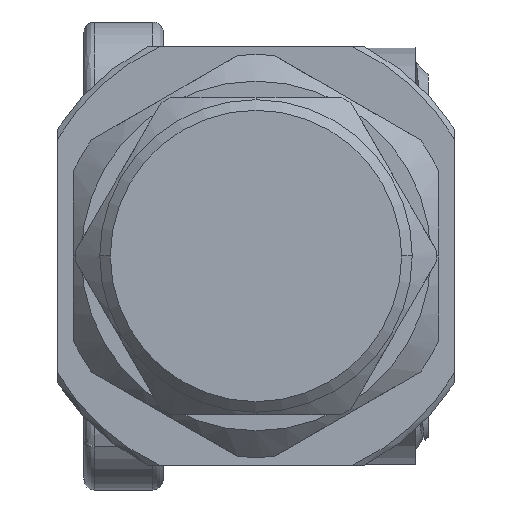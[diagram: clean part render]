
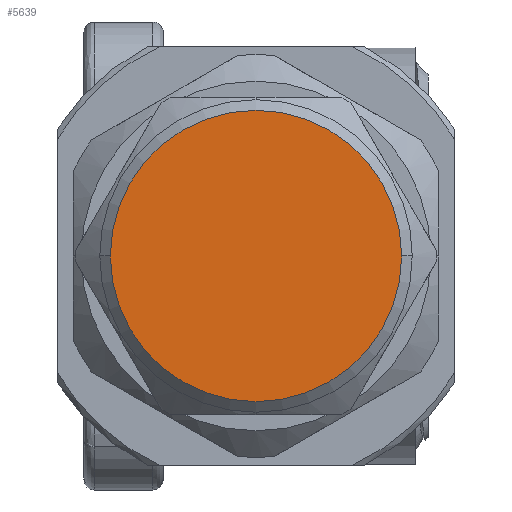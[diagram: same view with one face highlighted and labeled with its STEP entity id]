
A CAD part, left-side view. The second image highlights one B-rep face of the part: STEP entity #5639.
In plain terms, the highlighted planar face has unit normal (-1, 0, 0).
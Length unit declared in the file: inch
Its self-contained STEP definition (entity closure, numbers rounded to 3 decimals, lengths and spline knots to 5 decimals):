
#160 = DIRECTION ( 'NONE',  ( 1., 0., 0. ) ) ;
#447 = PLANE ( 'NONE',  #3840 ) ;
#474 = VERTEX_POINT ( 'NONE', #1834 ) ;
#886 = CARTESIAN_POINT ( 'NONE',  ( -0.08152, -0.10827, 0. ) ) ;
#1492 = DIRECTION ( 'NONE',  ( 0., 1., 0. ) ) ;
#1506 = ORIENTED_EDGE ( 'NONE', *, *, #3108, .F. ) ;
#1563 = CARTESIAN_POINT ( 'NONE',  ( -0.08152, 0., 0. ) ) ;
#1640 = EDGE_CURVE ( 'NONE', #474, #5047, #3246, .T. ) ;
#1834 = CARTESIAN_POINT ( 'NONE',  ( -0.08152, 0.10827, 0. ) ) ;
#2075 = CARTESIAN_POINT ( 'NONE',  ( -0.08152, 0., 0. ) ) ;
#2267 = AXIS2_PLACEMENT_3D ( 'NONE', #2075, #160, #1492 ) ;
#2370 = AXIS2_PLACEMENT_3D ( 'NONE', #1563, #3427, #5285 ) ;
#2693 = DIRECTION ( 'NONE',  ( -1., 0., 0. ) ) ;
#3108 = EDGE_CURVE ( 'NONE', #5047, #474, #4417, .T. ) ;
#3218 = FACE_OUTER_BOUND ( 'NONE', #5938, .T. ) ;
#3246 = CIRCLE ( 'NONE', #2370, 0.10827 ) ;
#3427 = DIRECTION ( 'NONE',  ( 1., 0., 0. ) ) ;
#3840 = AXIS2_PLACEMENT_3D ( 'NONE', #4158, #2693, #6025 ) ;
#4158 = CARTESIAN_POINT ( 'NONE',  ( -0.08152, 0.10827, 0. ) ) ;
#4417 = CIRCLE ( 'NONE', #2267, 0.10827 ) ;
#4738 = ORIENTED_EDGE ( 'NONE', *, *, #1640, .F. ) ;
#5047 = VERTEX_POINT ( 'NONE', #886 ) ;
#5285 = DIRECTION ( 'NONE',  ( 0., 1., 0. ) ) ;
#5639 = ADVANCED_FACE ( 'N', ( #3218 ), #447, .T. ) ;
#5938 = EDGE_LOOP ( 'NONE', ( #4738, #1506 ) ) ;
#6025 = DIRECTION ( 'NONE',  ( 0., 0., 1. ) ) ;
